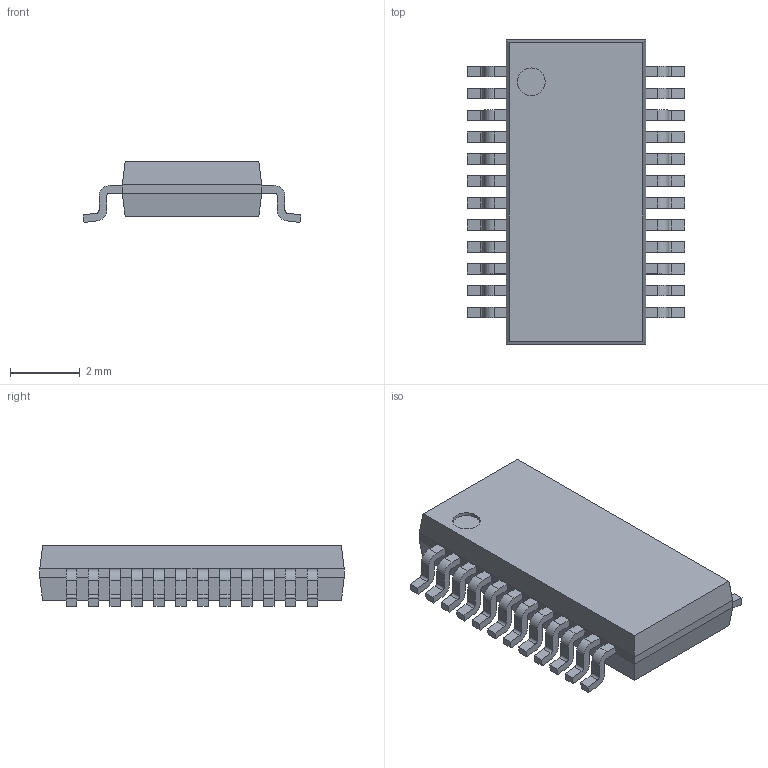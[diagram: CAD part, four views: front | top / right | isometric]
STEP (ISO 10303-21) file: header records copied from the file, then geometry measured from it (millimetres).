
FILE_DESCRIPTION((''),'2;1');
FILE_NAME('SOP63P600X175-24N.stp','2012-12-11T16:22:09',(''),(''),'Mechanical Desktop 2011','Mechanical Desktop 2011',', , ');
FILE_SCHEMA(('AUTOMOTIVE_DESIGN { 1 2 10303 214 1 1 1 1 }'));
Length unit declared in the file: millimetre
Products named in the file (1): Product
Bounding box: 6.25 x 8.74 x 1.75 mm (x, y, z)
Volume: 56.2 mm3; surface area: 152.6 mm2
Topology: 25 solids, 25 shells, 353 faces, 898 edges, 596 vertices
Faces by surface type: bspline 168, plane 135, cylinder 50
Entity records: 11256 total; most frequent: CARTESIAN_POINT 3024, ORIENTED_EDGE 1796, DIRECTION 1466, EDGE_CURVE 898, VECTOR 702, LINE 702, VERTEX_POINT 596, AXIS2_PLACEMENT_3D 382
